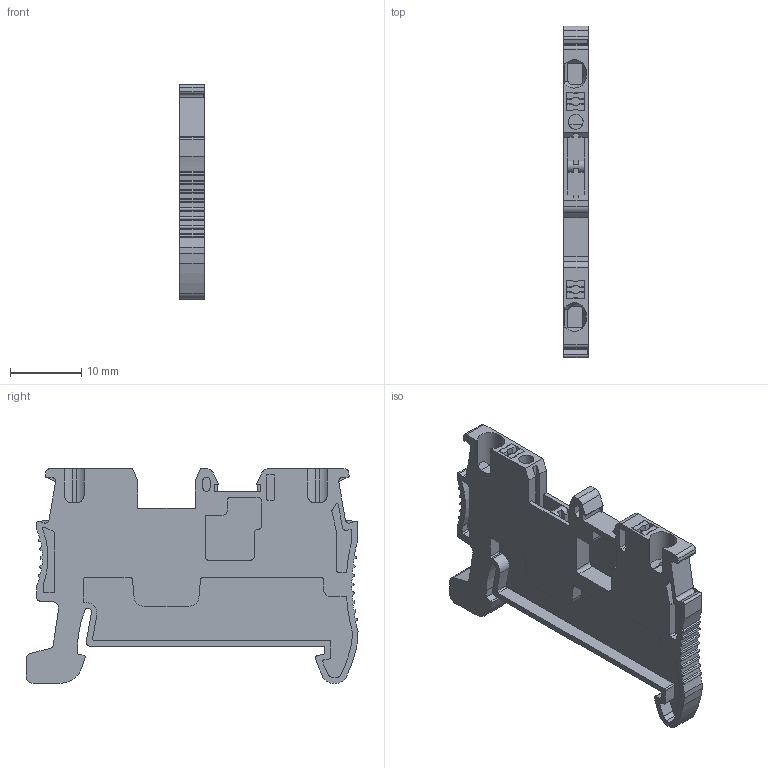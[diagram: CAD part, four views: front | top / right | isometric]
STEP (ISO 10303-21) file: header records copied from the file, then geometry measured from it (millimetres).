
FILE_DESCRIPTION(('STEP AP203'), '1');
FILE_NAME('MTP-1.5_3D', '2024-07-02T14:33:28', ('砐錪賧瘔蠈錪 Windows'), (''), 'C3D Converter', 'C3D Toolkit', '');
FILE_SCHEMA(('CONFIG_CONTROL_DESIGN'));
Length unit declared in the file: millimetre
Bounding box: 3.5 x 46.55 x 30.05 mm (x, y, z)
Volume: 2518 mm3; surface area: 3556.4 mm2
Topology: 1 solids, 1 shells, 464 faces, 1313 edges, 869 vertices
Faces by surface type: plane 294, cylinder 168, cone 2
Full cylindrical faces by diameter (mm): 2.1 x1
Entity records: 19481 total; most frequent: CARTESIAN_POINT 3471, ORIENTED_EDGE 2624, DIRECTION 2534, EDGE_CURVE 1312, LINE 930, VECTOR 930, VERTEX_POINT 869, AXIS2_PLACEMENT_3D 802
